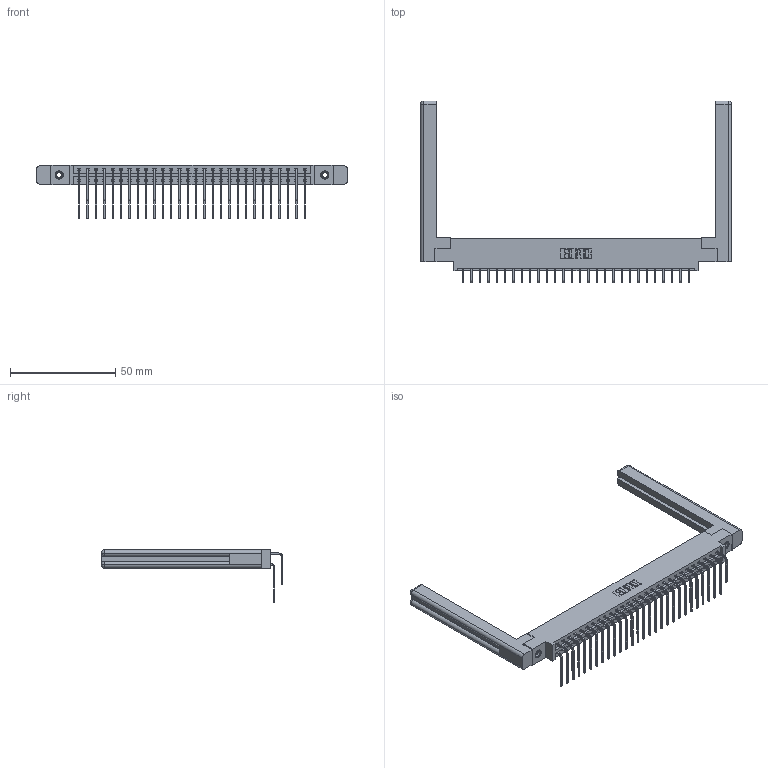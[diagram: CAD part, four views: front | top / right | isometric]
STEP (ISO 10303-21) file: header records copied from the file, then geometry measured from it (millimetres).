
FILE_DESCRIPTION (( 'STEP AP203' ), '1' );
FILE_NAME ('387-056-559-858.STEP', '2019-10-19T08:04:05', ( '' ), ( '' ), 'SwSTEP 2.0', 'SolidWorks 2016', '' );
FILE_SCHEMA (( 'CONFIG_CONTROL_DESIGN' ));
Length unit declared in the file: inch
Products named in the file (6): 307-220-058; 387-056-559-858; 345-292-001_558 559 Tail - 1; 345-292-001_559 Tail - 2; 337 Part_0.170 Offset - 0.156 Dia-TI; 345-250-001_345-250-001-102
Assembly tree (61 placements, depth 2):
  387-056-559-858
    337 Part_0.170 Offset - 0.156 Dia-TI
    345-292-001_558 559 Tail - 1  x28
    345-292-001_559 Tail - 2  x28
    345-250-001_345-250-001-102  x2
    307-220-058  x2
Bounding box: 147.57 x 86.3 x 25.53 mm (x, y, z)
Volume: 22714.1 mm3; surface area: 24244.5 mm2
Topology: 61 solids, 61 shells, 3396 faces, 10029 edges, 6598 vertices
Faces by surface type: plane 2398, cylinder 974, cone 12, torus 12
Entity records: 28070 total; most frequent: CARTESIAN_POINT 4796, ORIENTED_EDGE 4620, DIRECTION 4102, EDGE_CURVE 2310, VECTOR 2094, LINE 2094, VERTEX_POINT 1530, AXIS2_PLACEMENT_3D 1004
